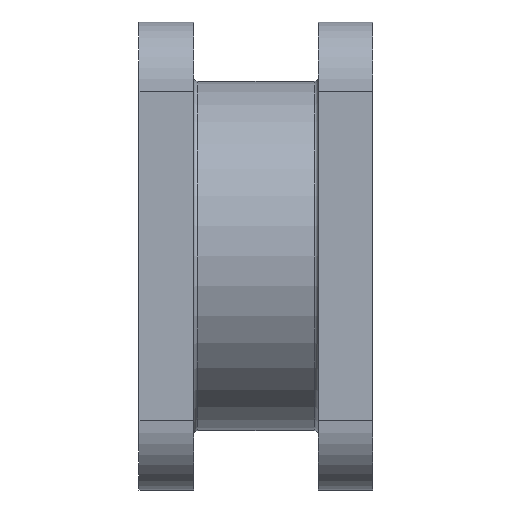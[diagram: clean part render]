
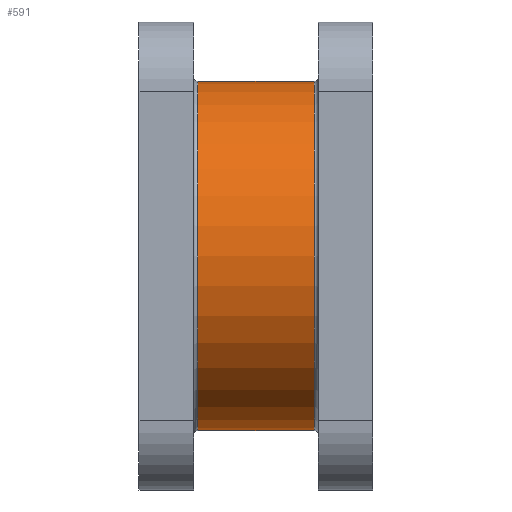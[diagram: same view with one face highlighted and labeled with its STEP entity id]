
A CAD part, front view. The second image highlights one B-rep face of the part: STEP entity #591.
In plain terms, the highlighted cylindrical face has radius 20.15 mm (diameter 40.3 mm), a partial arc.
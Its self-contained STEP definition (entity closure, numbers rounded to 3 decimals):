
#26 = LINE ( 'NONE', #1327, #43 ) ;
#43 = VECTOR ( 'NONE', #1273, 1000. ) ;
#59 = CIRCLE ( 'NONE', #1658, 20.15 ) ;
#70 = CIRCLE ( 'NONE', #1618, 20.15 ) ;
#111 = VECTOR ( 'NONE', #1331, 1000. ) ;
#222 = LINE ( 'NONE', #827, #111 ) ;
#324 = CYLINDRICAL_SURFACE ( 'NONE', #1498, 20.15 ) ;
#333 = FACE_OUTER_BOUND ( 'NONE', #382, .T. ) ;
#382 = EDGE_LOOP ( 'NONE', ( #537, #539, #540, #546 ) ) ;
#537 = ORIENTED_EDGE ( 'NONE', *, *, #1583, .F. ) ;
#539 = ORIENTED_EDGE ( 'NONE', *, *, #1519, .T. ) ;
#540 = ORIENTED_EDGE ( 'NONE', *, *, #1585, .T. ) ;
#546 = ORIENTED_EDGE ( 'NONE', *, *, #1511, .T. ) ;
#591 = ADVANCED_FACE ( 'NONE', ( #333 ), #324, .T. ) ;
#779 = DIRECTION ( 'NONE',  ( 0., 0., -1. ) ) ;
#780 = DIRECTION ( 'NONE',  ( -1., 0., 0. ) ) ;
#783 = CARTESIAN_POINT ( 'NONE',  ( 20.2, 0., 0. ) ) ;
#793 = DIRECTION ( 'NONE',  ( 0., 0., 1. ) ) ;
#794 = DIRECTION ( 'NONE',  ( 1., 0., 0. ) ) ;
#810 = CARTESIAN_POINT ( 'NONE',  ( 6.8, 0., 0. ) ) ;
#827 = CARTESIAN_POINT ( 'NONE',  ( 0., 0., -20.15 ) ) ;
#955 = CARTESIAN_POINT ( 'NONE',  ( 20.2, 0., -20.15 ) ) ;
#966 = CARTESIAN_POINT ( 'NONE',  ( 20.2, 0., 20.15 ) ) ;
#978 = CARTESIAN_POINT ( 'NONE',  ( 6.8, 0., 20.15 ) ) ;
#1002 = CARTESIAN_POINT ( 'NONE',  ( 6.8, 0., -20.15 ) ) ;
#1197 = DIRECTION ( 'NONE',  ( -1., 0., 0. ) ) ;
#1198 = DIRECTION ( 'NONE',  ( 0., 0., 1. ) ) ;
#1200 = CARTESIAN_POINT ( 'NONE',  ( 0., 0., 0. ) ) ;
#1248 = VERTEX_POINT ( 'NONE', #1002 ) ;
#1261 = VERTEX_POINT ( 'NONE', #978 ) ;
#1273 = DIRECTION ( 'NONE',  ( -1., 0., 0. ) ) ;
#1277 = VERTEX_POINT ( 'NONE', #966 ) ;
#1327 = CARTESIAN_POINT ( 'NONE',  ( 0., 0., 20.15 ) ) ;
#1331 = DIRECTION ( 'NONE',  ( -1., 0., 0. ) ) ;
#1334 = VERTEX_POINT ( 'NONE', #955 ) ;
#1498 = AXIS2_PLACEMENT_3D ( 'NONE', #1200, #1197, #1198 ) ;
#1511 = EDGE_CURVE ( 'NONE', #1261, #1248, #70, .T. ) ;
#1519 = EDGE_CURVE ( 'NONE', #1334, #1277, #59, .T. ) ;
#1583 = EDGE_CURVE ( 'NONE', #1334, #1248, #222, .T. ) ;
#1585 = EDGE_CURVE ( 'NONE', #1277, #1261, #26, .T. ) ;
#1618 = AXIS2_PLACEMENT_3D ( 'NONE', #810, #794, #793 ) ;
#1658 = AXIS2_PLACEMENT_3D ( 'NONE', #783, #780, #779 ) ;
